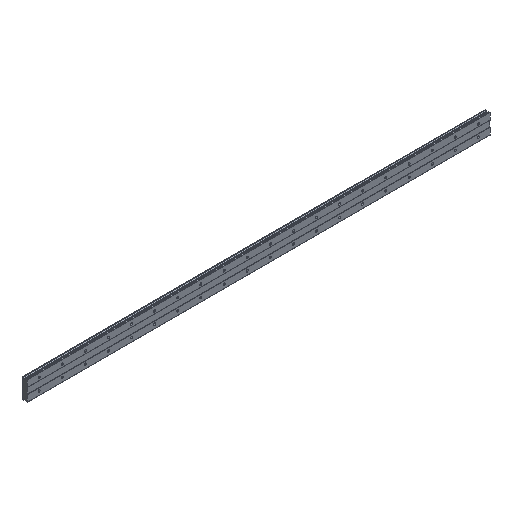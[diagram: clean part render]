
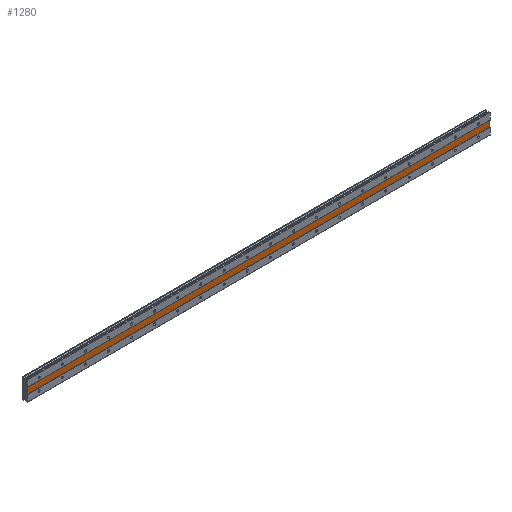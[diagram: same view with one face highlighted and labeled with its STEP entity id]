
A CAD part, isometric view. The second image highlights one B-rep face of the part: STEP entity #1280.
In plain terms, the highlighted planar face has unit normal (0, -1, 0).
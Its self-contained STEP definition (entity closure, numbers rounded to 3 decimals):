
#430 = DIRECTION ( 'NONE',  ( 0., 0., -1. ) ) ;
#666 = EDGE_CURVE ( 'NONE', #4567, #4131, #7240, .T. ) ;
#833 = CARTESIAN_POINT ( 'NONE',  ( 1560., 1., 34.482 ) ) ;
#900 = CARTESIAN_POINT ( 'NONE',  ( -40., 1., -10. ) ) ;
#941 = FACE_OUTER_BOUND ( 'NONE', #3473, .T. ) ;
#1071 = CARTESIAN_POINT ( 'NONE',  ( 1560., 1., 10. ) ) ;
#1097 = CARTESIAN_POINT ( 'NONE',  ( 1560., 1., -10. ) ) ;
#1221 = ORIENTED_EDGE ( 'NONE', *, *, #3861, .F. ) ;
#1280 = ADVANCED_FACE ( 'NONE', ( #941 ), #2136, .F. ) ;
#1528 = ORIENTED_EDGE ( 'NONE', *, *, #4918, .T. ) ;
#1675 = VERTEX_POINT ( 'NONE', #7171 ) ;
#1984 = AXIS2_PLACEMENT_3D ( 'NONE', #1071, #3717, #5454 ) ;
#2136 = PLANE ( 'NONE',  #1984 ) ;
#2372 = DIRECTION ( 'NONE',  ( 1., 0., 0. ) ) ;
#2483 = LINE ( 'NONE', #833, #5013 ) ;
#2692 = ORIENTED_EDGE ( 'NONE', *, *, #4097, .T. ) ;
#2831 = CARTESIAN_POINT ( 'NONE',  ( 1560., 1., 10. ) ) ;
#3018 = VECTOR ( 'NONE', #430, 1000. ) ;
#3031 = VECTOR ( 'NONE', #5075, 1000. ) ;
#3060 = DIRECTION ( 'NONE',  ( 0., 0., -1. ) ) ;
#3388 = LINE ( 'NONE', #7207, #3018 ) ;
#3473 = EDGE_LOOP ( 'NONE', ( #1528, #1221, #6804, #2692 ) ) ;
#3615 = VECTOR ( 'NONE', #2372, 1000. ) ;
#3717 = DIRECTION ( 'NONE',  ( 0., 1., 0. ) ) ;
#3861 = EDGE_CURVE ( 'NONE', #4131, #1675, #2483, .T. ) ;
#4097 = EDGE_CURVE ( 'NONE', #4567, #4328, #3388, .T. ) ;
#4131 = VERTEX_POINT ( 'NONE', #6204 ) ;
#4328 = VERTEX_POINT ( 'NONE', #900 ) ;
#4567 = VERTEX_POINT ( 'NONE', #6222 ) ;
#4918 = EDGE_CURVE ( 'NONE', #4328, #1675, #5581, .T. ) ;
#5013 = VECTOR ( 'NONE', #3060, 1000. ) ;
#5075 = DIRECTION ( 'NONE',  ( 1., 0., 0. ) ) ;
#5454 = DIRECTION ( 'NONE',  ( 0., 0., 1. ) ) ;
#5581 = LINE ( 'NONE', #1097, #3615 ) ;
#6204 = CARTESIAN_POINT ( 'NONE',  ( 1560., 1., 10. ) ) ;
#6222 = CARTESIAN_POINT ( 'NONE',  ( -40., 1., 10. ) ) ;
#6804 = ORIENTED_EDGE ( 'NONE', *, *, #666, .F. ) ;
#7171 = CARTESIAN_POINT ( 'NONE',  ( 1560., 1., -10. ) ) ;
#7207 = CARTESIAN_POINT ( 'NONE',  ( -40., 1., 34.482 ) ) ;
#7240 = LINE ( 'NONE', #2831, #3031 ) ;
